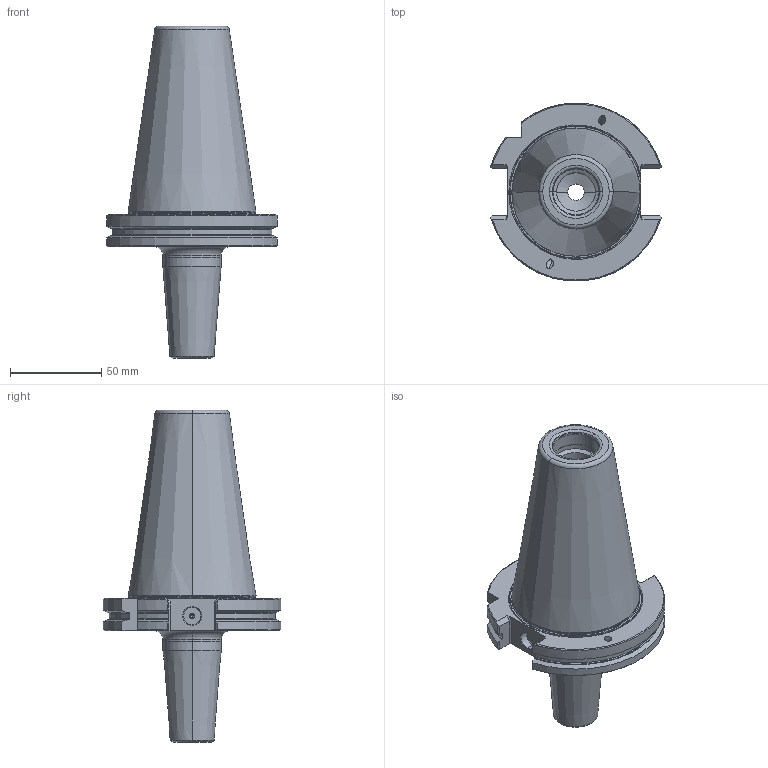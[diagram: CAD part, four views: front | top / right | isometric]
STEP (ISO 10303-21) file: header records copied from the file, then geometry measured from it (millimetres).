
FILE_DESCRIPTION(('no description'),'unknown implementation level');
FILE_NAME('22571514-959A-4D8B-9678-05EB7292FF1D_export.stp',' ',('CIMSOURCE GmbH'),('CADClick - KiM GmbH - www.kimweb.de'),'unknown preprocess','ACIS','unknown authorization');
FILE_SCHEMA(('automotive_design'));
Length unit declared in the file: millimetre
Products named in the file (1): NONE
Bounding box: 93.52 x 97.27 x 181.6 mm (x, y, z)
Volume: 359324.6 mm3; surface area: 52243.2 mm2
Topology: 1 solids, 1 shells, 179 faces, 433 edges, 266 vertices
Faces by surface type: cylinder 57, plane 50, cone 42, torus 30
Entity records: 10489 total; most frequent: CARTESIAN_POINT 1353, DIRECTION 908, STYLED_ITEM 877, PRESENTATION_STYLE_ASSIGNMENT 877, COLOUR_RGB 877, ORIENTED_EDGE 862, EDGE_CURVE 431, CURVE_STYLE 431
